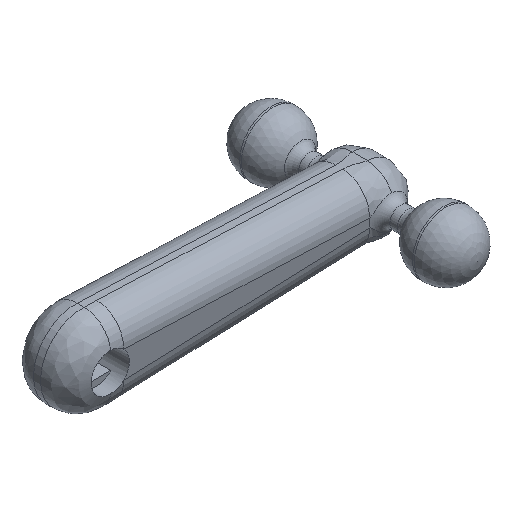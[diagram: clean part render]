
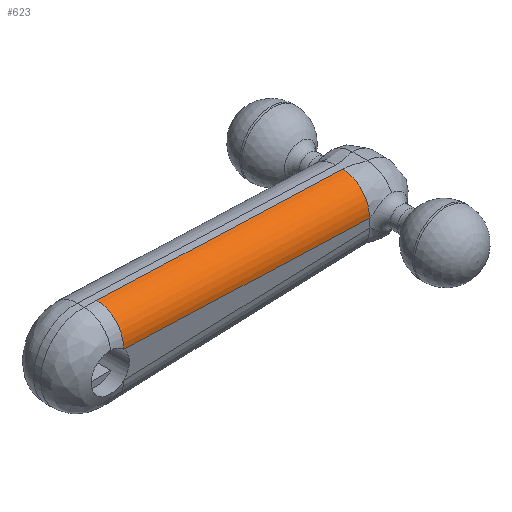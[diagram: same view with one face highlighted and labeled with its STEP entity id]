
A CAD part, isometric view. The second image highlights one B-rep face of the part: STEP entity #623.
In plain terms, the highlighted cylindrical face has radius 4 mm (diameter 8 mm), a partial arc.
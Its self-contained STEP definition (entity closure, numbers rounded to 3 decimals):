
#65=FACE_OUTER_BOUND('',#102,.T.);
#102=EDGE_LOOP('',(#479,#480,#481,#482));
#135=LINE('',#1281,#162);
#144=LINE('',#1349,#171);
#162=VECTOR('',#795,10.);
#171=VECTOR('',#838,10.);
#205=CIRCLE('',#695,4.);
#206=CIRCLE('',#696,4.);
#260=VERTEX_POINT('',#1278);
#261=VERTEX_POINT('',#1280);
#273=VERTEX_POINT('',#1335);
#275=VERTEX_POINT('',#1346);
#330=EDGE_CURVE('',#261,#260,#135,.T.);
#352=EDGE_CURVE('',#275,#261,#205,.T.);
#353=EDGE_CURVE('',#260,#273,#206,.T.);
#354=EDGE_CURVE('',#273,#275,#144,.T.);
#479=ORIENTED_EDGE('',*,*,#352,.T.);
#480=ORIENTED_EDGE('',*,*,#330,.T.);
#481=ORIENTED_EDGE('',*,*,#353,.T.);
#482=ORIENTED_EDGE('',*,*,#354,.T.);
#602=CYLINDRICAL_SURFACE('',#694,4.);
#623=ADVANCED_FACE('',(#65),#602,.T.);
#694=AXIS2_PLACEMENT_3D('',#1345,#832,#833);
#695=AXIS2_PLACEMENT_3D('',#1347,#834,#835);
#696=AXIS2_PLACEMENT_3D('',#1348,#836,#837);
#795=DIRECTION('',(-0.999,0.,0.037));
#832=DIRECTION('center_axis',(-0.999,0.,0.037));
#833=DIRECTION('ref_axis',(0.027,-0.707,0.707));
#834=DIRECTION('center_axis',(-0.999,0.,0.037));
#835=DIRECTION('ref_axis',(0.,-1.,0.));
#836=DIRECTION('center_axis',(0.999,0.,-0.037));
#837=DIRECTION('ref_axis',(0.037,0.,0.999));
#838=DIRECTION('',(0.999,0.,-0.037));
#1278=CARTESIAN_POINT('',(2.038,-0.5,5.928));
#1280=CARTESIAN_POINT('',(37.213,-0.5,4.608));
#1281=CARTESIAN_POINT('',(9.836,-0.5,5.635));
#1335=CARTESIAN_POINT('',(1.888,-4.5,1.931));
#1345=CARTESIAN_POINT('Origin',(9.686,-0.5,1.638));
#1346=CARTESIAN_POINT('',(37.063,-4.5,0.611));
#1347=CARTESIAN_POINT('Origin',(37.063,-0.5,0.611));
#1348=CARTESIAN_POINT('Origin',(1.888,-0.5,1.931));
#1349=CARTESIAN_POINT('',(9.686,-4.5,1.638));
